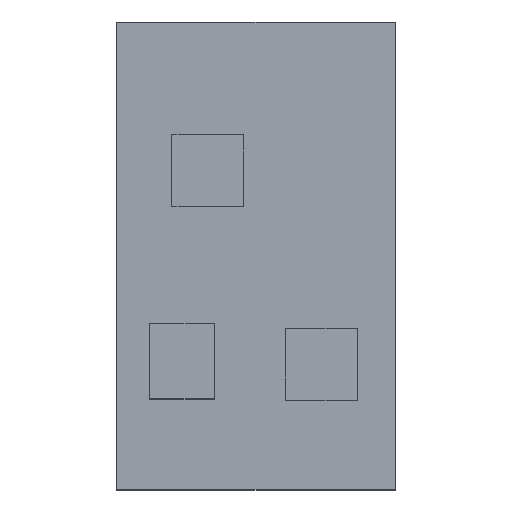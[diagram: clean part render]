
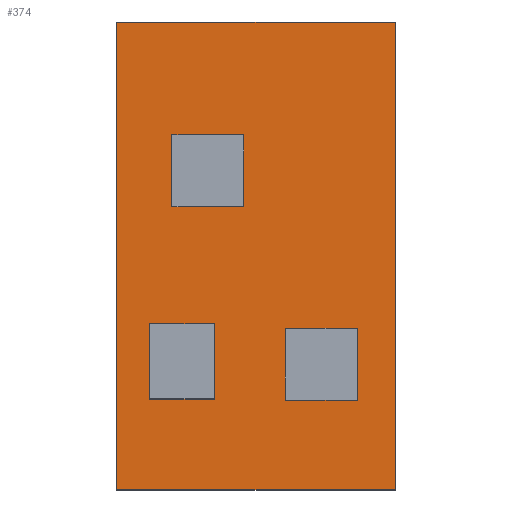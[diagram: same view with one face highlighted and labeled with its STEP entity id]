
A CAD part, top view. The second image highlights one B-rep face of the part: STEP entity #374.
In plain terms, the highlighted planar face has unit normal (0, 0, 1).
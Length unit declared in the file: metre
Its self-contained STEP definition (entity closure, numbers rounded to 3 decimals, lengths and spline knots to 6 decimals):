
#12=ORIENTED_EDGE('',*,*,#108,.T.);
#13=ORIENTED_EDGE('',*,*,#109,.T.);
#14=ORIENTED_EDGE('',*,*,#110,.F.);
#15=ORIENTED_EDGE('',*,*,#111,.F.);
#16=ORIENTED_EDGE('',*,*,#112,.F.);
#17=ORIENTED_EDGE('',*,*,#113,.T.);
#18=ORIENTED_EDGE('',*,*,#114,.T.);
#19=ORIENTED_EDGE('',*,*,#115,.F.);
#20=ORIENTED_EDGE('',*,*,#116,.F.);
#21=ORIENTED_EDGE('',*,*,#117,.T.);
#22=ORIENTED_EDGE('',*,*,#118,.T.);
#23=ORIENTED_EDGE('',*,*,#119,.F.);
#24=ORIENTED_EDGE('',*,*,#120,.F.);
#25=ORIENTED_EDGE('',*,*,#121,.T.);
#26=ORIENTED_EDGE('',*,*,#122,.T.);
#27=ORIENTED_EDGE('',*,*,#123,.F.);
#108=EDGE_CURVE('',#156,#157,#188,.T.);
#109=EDGE_CURVE('',#157,#158,#189,.T.);
#110=EDGE_CURVE('',#159,#158,#190,.T.);
#111=EDGE_CURVE('',#156,#159,#191,.T.);
#112=EDGE_CURVE('',#160,#161,#192,.T.);
#113=EDGE_CURVE('',#160,#162,#193,.T.);
#114=EDGE_CURVE('',#162,#163,#194,.T.);
#115=EDGE_CURVE('',#161,#163,#195,.T.);
#116=EDGE_CURVE('',#164,#165,#196,.T.);
#117=EDGE_CURVE('',#164,#166,#197,.T.);
#118=EDGE_CURVE('',#166,#167,#198,.T.);
#119=EDGE_CURVE('',#165,#167,#199,.T.);
#120=EDGE_CURVE('',#168,#169,#200,.T.);
#121=EDGE_CURVE('',#168,#170,#201,.T.);
#122=EDGE_CURVE('',#170,#171,#202,.T.);
#123=EDGE_CURVE('',#169,#171,#203,.T.);
#156=VERTEX_POINT('',#653);
#157=VERTEX_POINT('',#654);
#158=VERTEX_POINT('',#656);
#159=VERTEX_POINT('',#658);
#160=VERTEX_POINT('',#661);
#161=VERTEX_POINT('',#662);
#162=VERTEX_POINT('',#664);
#163=VERTEX_POINT('',#666);
#164=VERTEX_POINT('',#669);
#165=VERTEX_POINT('',#670);
#166=VERTEX_POINT('',#672);
#167=VERTEX_POINT('',#674);
#168=VERTEX_POINT('',#677);
#169=VERTEX_POINT('',#678);
#170=VERTEX_POINT('',#680);
#171=VERTEX_POINT('',#682);
#188=LINE('',#652,#236);
#189=LINE('',#655,#237);
#190=LINE('',#657,#238);
#191=LINE('',#659,#239);
#192=LINE('',#660,#240);
#193=LINE('',#663,#241);
#194=LINE('',#665,#242);
#195=LINE('',#667,#243);
#196=LINE('',#668,#244);
#197=LINE('',#671,#245);
#198=LINE('',#673,#246);
#199=LINE('',#675,#247);
#200=LINE('',#676,#248);
#201=LINE('',#679,#249);
#202=LINE('',#681,#250);
#203=LINE('',#683,#251);
#236=VECTOR('',#562,1.);
#237=VECTOR('',#563,1.);
#238=VECTOR('',#564,1.);
#239=VECTOR('',#565,1.);
#240=VECTOR('',#566,1.);
#241=VECTOR('',#567,1.);
#242=VECTOR('',#568,1.);
#243=VECTOR('',#569,1.);
#244=VECTOR('',#570,1.);
#245=VECTOR('',#571,1.);
#246=VECTOR('',#572,1.);
#247=VECTOR('',#573,1.);
#248=VECTOR('',#574,1.);
#249=VECTOR('',#575,1.);
#250=VECTOR('',#576,1.);
#251=VECTOR('',#577,1.);
#284=EDGE_LOOP('',(#12,#13,#14,#15));
#285=EDGE_LOOP('',(#16,#17,#18,#19));
#286=EDGE_LOOP('',(#20,#21,#22,#23));
#287=EDGE_LOOP('',(#24,#25,#26,#27));
#308=FACE_BOUND('',#284,.T.);
#309=FACE_BOUND('',#285,.T.);
#310=FACE_BOUND('',#286,.T.);
#311=FACE_BOUND('',#287,.T.);
#332=PLANE('',#537);
#374=ADVANCED_FACE('',(#308,#309,#310,#311),#332,.T.);
#537=AXIS2_PLACEMENT_3D('',#651,#560,#561);
#560=DIRECTION('',(0.,0.,1.));
#561=DIRECTION('',(1.,0.,0.));
#562=DIRECTION('',(0.,-1.,0.));
#563=DIRECTION('',(-1.,0.,0.));
#564=DIRECTION('',(0.,-1.,0.));
#565=DIRECTION('',(-1.,0.,0.));
#566=DIRECTION('',(1.,0.,0.));
#567=DIRECTION('',(0.,-1.,0.));
#568=DIRECTION('',(1.,0.,0.));
#569=DIRECTION('',(0.,-1.,0.));
#570=DIRECTION('',(0.,-1.,0.));
#571=DIRECTION('',(1.,0.,0.));
#572=DIRECTION('',(0.,-1.,0.));
#573=DIRECTION('',(1.,0.,0.));
#574=DIRECTION('',(0.,-1.,0.));
#575=DIRECTION('',(1.,0.,0.));
#576=DIRECTION('',(0.,-1.,0.));
#577=DIRECTION('',(1.,0.,0.));
#651=CARTESIAN_POINT('',(-0.000084,-0.000185,0.0015));
#652=CARTESIAN_POINT('',(-0.002399,-0.006049,0.0015));
#653=CARTESIAN_POINT('',(-0.002399,-0.003964,0.0015));
#654=CARTESIAN_POINT('',(-0.002399,-0.008134,0.0015));
#655=CARTESIAN_POINT('',(-0.004197,-0.008134,0.0015));
#656=CARTESIAN_POINT('',(-0.005995,-0.008134,0.0015));
#657=CARTESIAN_POINT('',(-0.005995,-0.006049,0.0015));
#658=CARTESIAN_POINT('',(-0.005995,-0.003964,0.0015));
#659=CARTESIAN_POINT('',(-0.004197,-0.003964,0.0015));
#660=CARTESIAN_POINT('',(-0.000084,0.012815,0.0015));
#661=CARTESIAN_POINT('',(-0.007834,0.012815,0.0015));
#662=CARTESIAN_POINT('',(0.007666,0.012815,0.0015));
#663=CARTESIAN_POINT('',(-0.007834,-0.000185,0.0015));
#664=CARTESIAN_POINT('',(-0.007834,-0.013185,0.0015));
#665=CARTESIAN_POINT('',(-0.000084,-0.013185,0.0015));
#666=CARTESIAN_POINT('',(0.007666,-0.013185,0.0015));
#667=CARTESIAN_POINT('',(0.007666,-0.000185,0.0015));
#668=CARTESIAN_POINT('',(-0.004755,0.004541,0.0015));
#669=CARTESIAN_POINT('',(-0.004755,0.006541,0.0015));
#670=CARTESIAN_POINT('',(-0.004755,0.002541,0.0015));
#671=CARTESIAN_POINT('',(-0.002755,0.006541,0.0015));
#672=CARTESIAN_POINT('',(-0.000755,0.006541,0.0015));
#673=CARTESIAN_POINT('',(-0.000755,0.004541,0.0015));
#674=CARTESIAN_POINT('',(-0.000755,0.002541,0.0015));
#675=CARTESIAN_POINT('',(-0.002755,0.002541,0.0015));
#676=CARTESIAN_POINT('',(0.001552,-0.006212,0.0015));
#677=CARTESIAN_POINT('',(0.001552,-0.004212,0.0015));
#678=CARTESIAN_POINT('',(0.001552,-0.008212,0.0015));
#679=CARTESIAN_POINT('',(0.003552,-0.004212,0.0015));
#680=CARTESIAN_POINT('',(0.005552,-0.004212,0.0015));
#681=CARTESIAN_POINT('',(0.005552,-0.006212,0.0015));
#682=CARTESIAN_POINT('',(0.005552,-0.008212,0.0015));
#683=CARTESIAN_POINT('',(0.003552,-0.008212,0.0015));
